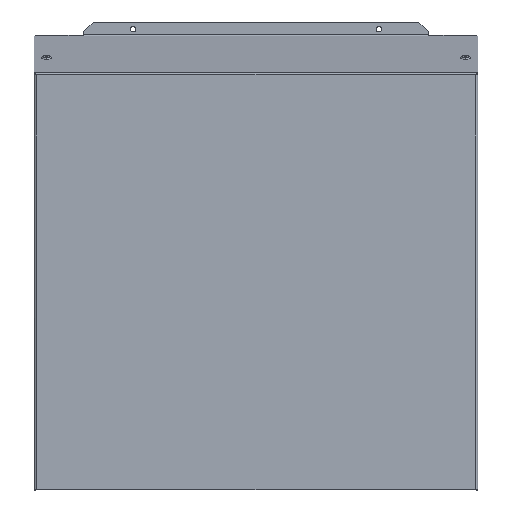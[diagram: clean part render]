
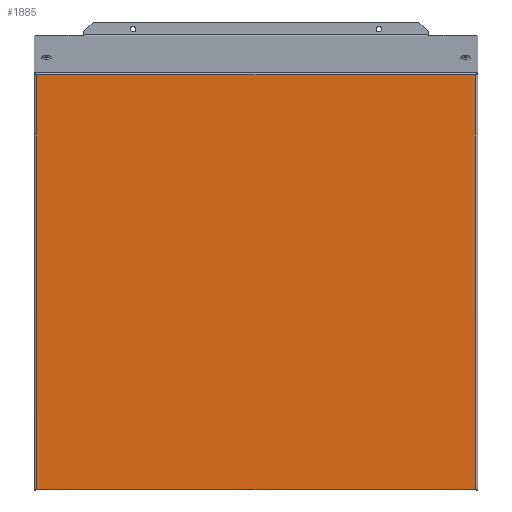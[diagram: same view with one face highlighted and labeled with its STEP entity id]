
A CAD part, top view. The second image highlights one B-rep face of the part: STEP entity #1885.
In plain terms, the highlighted planar face has unit normal (0, 0, 1).
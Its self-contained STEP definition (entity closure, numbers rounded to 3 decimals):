
#10=DIRECTION('',(1.,0.,0.));
#11=VECTOR('',#10,357.);
#12=CARTESIAN_POINT('',(-178.5,-370.,115.));
#13=LINE('',#12,#11);
#160=DIRECTION('',(-1.,0.,0.));
#161=VECTOR('',#160,357.);
#162=CARTESIAN_POINT('',(178.5,-32.349,115.));
#163=LINE('',#162,#161);
#217=DIRECTION('',(0.,-1.,0.));
#218=VECTOR('',#217,337.651);
#219=CARTESIAN_POINT('',(-178.5,-32.349,115.));
#220=LINE('',#219,#218);
#925=DIRECTION('',(0.,-1.,0.));
#926=VECTOR('',#925,337.651);
#927=CARTESIAN_POINT('',(178.5,-32.349,115.));
#928=LINE('',#927,#926);
#1463=CARTESIAN_POINT('',(178.5,-370.,115.));
#1465=VERTEX_POINT('',#1463);
#1466=CARTESIAN_POINT('',(178.5,-32.349,115.));
#1467=VERTEX_POINT('',#1466);
#1515=CARTESIAN_POINT('',(-178.5,-370.,115.));
#1517=VERTEX_POINT('',#1515);
#1518=CARTESIAN_POINT('',(-178.5,-32.349,115.));
#1519=VERTEX_POINT('',#1518);
#1870=CARTESIAN_POINT('',(0.,-30.814,115.));
#1871=DIRECTION('',(0.,0.,1.));
#1872=DIRECTION('',(0.,-1.,0.));
#1873=AXIS2_PLACEMENT_3D('',#1870,#1871,#1872);
#1874=PLANE('',#1873);
#1876=ORIENTED_EDGE('',*,*,#1875,.F.);
#1878=ORIENTED_EDGE('',*,*,#1877,.F.);
#1880=ORIENTED_EDGE('',*,*,#1879,.F.);
#1882=ORIENTED_EDGE('',*,*,#1881,.T.);
#1883=EDGE_LOOP('',(#1876,#1878,#1880,#1882));
#1884=FACE_OUTER_BOUND('',#1883,.F.);
#1885=ADVANCED_FACE('',(#1884),#1874,.T.);
#1875=EDGE_CURVE('',#1517,#1465,#13,.T.);
#1877=EDGE_CURVE('',#1519,#1517,#220,.T.);
#1879=EDGE_CURVE('',#1467,#1519,#163,.T.);
#1881=EDGE_CURVE('',#1467,#1465,#928,.T.);
